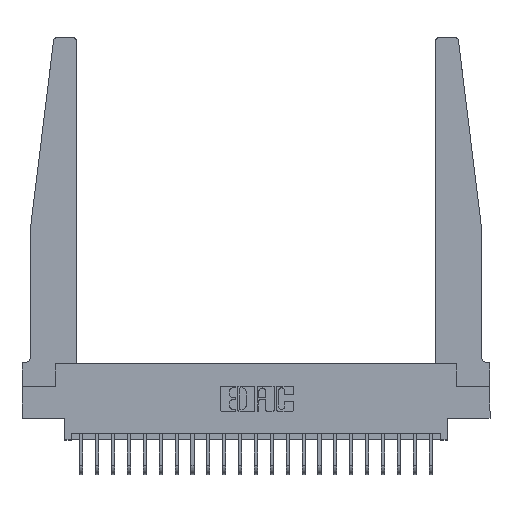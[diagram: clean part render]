
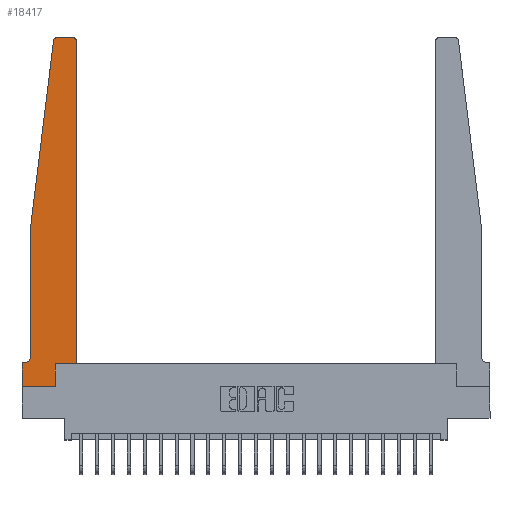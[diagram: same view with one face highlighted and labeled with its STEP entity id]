
A CAD part, top view. The second image highlights one B-rep face of the part: STEP entity #18417.
In plain terms, the highlighted planar face has unit normal (0, 0, 1).
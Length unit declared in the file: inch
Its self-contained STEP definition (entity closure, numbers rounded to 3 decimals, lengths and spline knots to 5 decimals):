
#69 = CARTESIAN_POINT ( 'NONE',  ( 0.25, 2.75, 0.37 ) ) ;
#531 = VERTEX_POINT ( 'NONE', #8657 ) ;
#589 = PLANE ( 'NONE',  #20138 ) ;
#924 = VECTOR ( 'NONE', #18529, 39.37008 ) ;
#963 = ORIENTED_EDGE ( 'NONE', *, *, #3664, .T. ) ;
#984 = CARTESIAN_POINT ( 'NONE',  ( 0.065, 1.25, 0.37 ) ) ;
#1327 = ORIENTED_EDGE ( 'NONE', *, *, #3762, .T. ) ;
#1750 = DIRECTION ( 'NONE',  ( -1., 0., 0. ) ) ;
#2158 = CARTESIAN_POINT ( 'NONE',  ( 0.2605, 0.18, 0.37 ) ) ;
#2325 = LINE ( 'NONE', #6945, #6806 ) ;
#2516 = VERTEX_POINT ( 'NONE', #2888 ) ;
#2660 = VERTEX_POINT ( 'NONE', #10076 ) ;
#2888 = CARTESIAN_POINT ( 'NONE',  ( 0.425, 0.18, 0.37 ) ) ;
#3226 = CARTESIAN_POINT ( 'NONE',  ( 0.065, 0.1875, 0.37 ) ) ;
#3664 = EDGE_CURVE ( 'NONE', #11685, #531, #7512, .T. ) ;
#3762 = EDGE_CURVE ( 'NONE', #2516, #13994, #4598, .T. ) ;
#3916 = DIRECTION ( 'NONE',  ( -0.122, -0.992, 0. ) ) ;
#4212 = DIRECTION ( 'NONE',  ( 1., 0., 0. ) ) ;
#4598 = LINE ( 'NONE', #16737, #11607 ) ;
#5105 = CIRCLE ( 'NONE', #7977, 0.03 ) ;
#5363 = AXIS2_PLACEMENT_3D ( 'NONE', #9322, #12372, #17653 ) ;
#5432 = ORIENTED_EDGE ( 'NONE', *, *, #5740, .T. ) ;
#5478 = DIRECTION ( 'NONE',  ( -1., 0., 0. ) ) ;
#5686 = EDGE_CURVE ( 'NONE', #11566, #15632, #18745, .T. ) ;
#5740 = EDGE_CURVE ( 'NONE', #10704, #19312, #13242, .T. ) ;
#6352 = ORIENTED_EDGE ( 'NONE', *, *, #20445, .T. ) ;
#6670 = ORIENTED_EDGE ( 'NONE', *, *, #17461, .T. ) ;
#6806 = VECTOR ( 'NONE', #20676, 39.37008 ) ;
#6945 = CARTESIAN_POINT ( 'NONE',  ( 0.065, 1.25, 0.37 ) ) ;
#7118 = DIRECTION ( 'NONE',  ( 0., 1., 0. ) ) ;
#7512 = LINE ( 'NONE', #984, #16147 ) ;
#7610 = VECTOR ( 'NONE', #11695, 39.37008 ) ;
#7804 = CARTESIAN_POINT ( 'NONE',  ( 0.425, 0.18, 0.37 ) ) ;
#7977 = AXIS2_PLACEMENT_3D ( 'NONE', #18366, #13189, #9804 ) ;
#8100 = DIRECTION ( 'NONE',  ( 0., 0., 1. ) ) ;
#8657 = CARTESIAN_POINT ( 'NONE',  ( 0.065, 1.25, 0.37 ) ) ;
#8723 = EDGE_LOOP ( 'NONE', ( #10688, #17889, #963, #6670, #13520, #8733, #19909, #5432, #12497, #21724, #1327, #6352 ) ) ;
#8733 = ORIENTED_EDGE ( 'NONE', *, *, #5686, .T. ) ;
#8854 = CARTESIAN_POINT ( 'NONE',  ( 0.015, 0.1875, 0.37 ) ) ;
#9322 = CARTESIAN_POINT ( 'NONE',  ( 0.015, 0.2375, 0.37 ) ) ;
#9405 = AXIS2_PLACEMENT_3D ( 'NONE', #13594, #8100, #13374 ) ;
#9804 = DIRECTION ( 'NONE',  ( 1., 0., 0. ) ) ;
#9972 = CARTESIAN_POINT ( 'NONE',  ( 0., 0., 0.37 ) ) ;
#10076 = CARTESIAN_POINT ( 'NONE',  ( 0.27653, 2.75, 0.37 ) ) ;
#10258 = VECTOR ( 'NONE', #1750, 39.37008 ) ;
#10688 = ORIENTED_EDGE ( 'NONE', *, *, #21452, .T. ) ;
#10704 = VERTEX_POINT ( 'NONE', #15616 ) ;
#11165 = DIRECTION ( 'NONE',  ( 0., 0., 1. ) ) ;
#11566 = VERTEX_POINT ( 'NONE', #8854 ) ;
#11607 = VECTOR ( 'NONE', #13351, 39.37008 ) ;
#11685 = VERTEX_POINT ( 'NONE', #19945 ) ;
#11695 = DIRECTION ( 'NONE',  ( 0., -1., 0. ) ) ;
#11835 = VECTOR ( 'NONE', #4212, 39.37008 ) ;
#12041 = CARTESIAN_POINT ( 'NONE',  ( 0.395, 2.75, 0.37 ) ) ;
#12125 = CARTESIAN_POINT ( 'NONE',  ( 0.425, 2.72, 0.37 ) ) ;
#12372 = DIRECTION ( 'NONE',  ( 0., 0., -1. ) ) ;
#12497 = ORIENTED_EDGE ( 'NONE', *, *, #18272, .T. ) ;
#12661 = CARTESIAN_POINT ( 'NONE',  ( 0.2605, 0., 0.37 ) ) ;
#13189 = DIRECTION ( 'NONE',  ( 0., 0., 1. ) ) ;
#13242 = LINE ( 'NONE', #9972, #924 ) ;
#13351 = DIRECTION ( 'NONE',  ( 0., 1., 0. ) ) ;
#13374 = DIRECTION ( 'NONE',  ( 1., 0., 0. ) ) ;
#13520 = ORIENTED_EDGE ( 'NONE', *, *, #13730, .T. ) ;
#13587 = EDGE_CURVE ( 'NONE', #19381, #2516, #19620, .T. ) ;
#13594 = CARTESIAN_POINT ( 'NONE',  ( 0.27653, 2.72, 0.37 ) ) ;
#13730 = EDGE_CURVE ( 'NONE', #21884, #11566, #16140, .T. ) ;
#13994 = VERTEX_POINT ( 'NONE', #12125 ) ;
#14095 = LINE ( 'NONE', #2158, #15104 ) ;
#14426 = CIRCLE ( 'NONE', #9405, 0.03 ) ;
#14835 = VECTOR ( 'NONE', #5478, 39.37008 ) ;
#15104 = VECTOR ( 'NONE', #7118, 39.37008 ) ;
#15616 = CARTESIAN_POINT ( 'NONE',  ( 0., 0., 0.37 ) ) ;
#15632 = VERTEX_POINT ( 'NONE', #20999 ) ;
#16140 = CIRCLE ( 'NONE', #5363, 0.05 ) ;
#16147 = VECTOR ( 'NONE', #3916, 39.37008 ) ;
#16368 = CARTESIAN_POINT ( 'NONE',  ( 0.2605, 0.18, 0.37 ) ) ;
#16445 = FACE_OUTER_BOUND ( 'NONE', #8723, .T. ) ;
#16737 = CARTESIAN_POINT ( 'NONE',  ( 0.425, 0.18, 0.37 ) ) ;
#17139 = CARTESIAN_POINT ( 'NONE',  ( 0.065, 0.2375, 0.37 ) ) ;
#17461 = EDGE_CURVE ( 'NONE', #531, #21884, #2325, .T. ) ;
#17653 = DIRECTION ( 'NONE',  ( -1., 0., 0. ) ) ;
#17889 = ORIENTED_EDGE ( 'NONE', *, *, #19850, .T. ) ;
#18272 = EDGE_CURVE ( 'NONE', #19312, #19381, #14095, .T. ) ;
#18366 = CARTESIAN_POINT ( 'NONE',  ( 0.395, 2.72, 0.37 ) ) ;
#18417 = ADVANCED_FACE ( 'NONE', ( #16445 ), #589, .T. ) ;
#18529 = DIRECTION ( 'NONE',  ( 1., 0., 0. ) ) ;
#18745 = LINE ( 'NONE', #3226, #10258 ) ;
#19190 = LINE ( 'NONE', #69, #14835 ) ;
#19312 = VERTEX_POINT ( 'NONE', #12661 ) ;
#19381 = VERTEX_POINT ( 'NONE', #16368 ) ;
#19620 = LINE ( 'NONE', #7804, #11835 ) ;
#19823 = CARTESIAN_POINT ( 'NONE',  ( 0., 0.1875, 0.37 ) ) ;
#19850 = EDGE_CURVE ( 'NONE', #2660, #11685, #14426, .T. ) ;
#19909 = ORIENTED_EDGE ( 'NONE', *, *, #19925, .T. ) ;
#19925 = EDGE_CURVE ( 'NONE', #15632, #10704, #21938, .T. ) ;
#19945 = CARTESIAN_POINT ( 'NONE',  ( 0.24675, 2.72367, 0.37 ) ) ;
#20138 = AXIS2_PLACEMENT_3D ( 'NONE', #19823, #11165, #21512 ) ;
#20239 = CARTESIAN_POINT ( 'NONE',  ( 0., 0., 0.37 ) ) ;
#20445 = EDGE_CURVE ( 'NONE', #13994, #22051, #5105, .T. ) ;
#20676 = DIRECTION ( 'NONE',  ( 0., -1., 0. ) ) ;
#20999 = CARTESIAN_POINT ( 'NONE',  ( 0., 0.1875, 0.37 ) ) ;
#21452 = EDGE_CURVE ( 'NONE', #22051, #2660, #19190, .T. ) ;
#21512 = DIRECTION ( 'NONE',  ( 1., 0., 0. ) ) ;
#21724 = ORIENTED_EDGE ( 'NONE', *, *, #13587, .T. ) ;
#21884 = VERTEX_POINT ( 'NONE', #17139 ) ;
#21938 = LINE ( 'NONE', #20239, #7610 ) ;
#22051 = VERTEX_POINT ( 'NONE', #12041 ) ;
